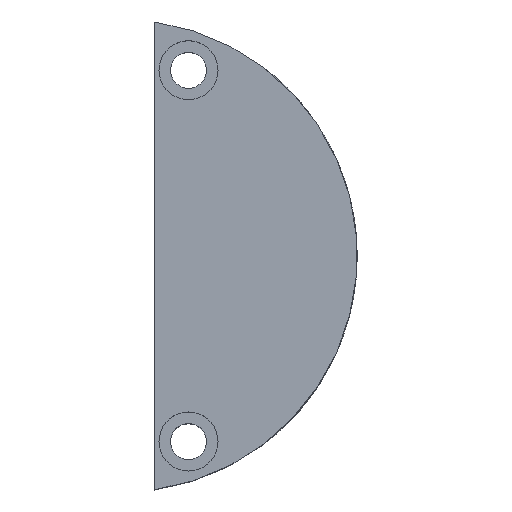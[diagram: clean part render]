
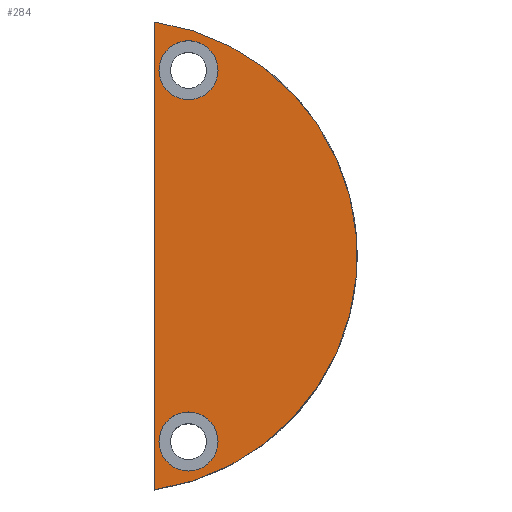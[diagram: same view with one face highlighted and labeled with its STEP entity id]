
A CAD part, top view. The second image highlights one B-rep face of the part: STEP entity #284.
In plain terms, the highlighted planar face has unit normal (0, 0, 1).
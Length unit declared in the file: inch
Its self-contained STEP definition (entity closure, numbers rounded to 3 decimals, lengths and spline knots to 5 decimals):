
#37=FACE_BOUND('',#66,.T.);
#38=FACE_BOUND('',#67,.T.);
#44=FACE_OUTER_BOUND('',#65,.T.);
#65=EDGE_LOOP('',(#214,#215));
#66=EDGE_LOOP('',(#216));
#67=EDGE_LOOP('',(#217));
#90=LINE('',#571,#107);
#107=VECTOR('',#368,3.4641);
#122=CIRCLE('',#318,1.75);
#124=CIRCLE('',#321,0.21875);
#125=CIRCLE('',#322,0.21875);
#140=VERTEX_POINT('',#446);
#141=VERTEX_POINT('',#447);
#148=VERTEX_POINT('',#572);
#149=VERTEX_POINT('',#574);
#166=EDGE_CURVE('',#140,#141,#122,.T.);
#175=EDGE_CURVE('',#140,#141,#90,.T.);
#176=EDGE_CURVE('',#148,#148,#124,.T.);
#177=EDGE_CURVE('',#149,#149,#125,.T.);
#214=ORIENTED_EDGE('',*,*,#175,.F.);
#215=ORIENTED_EDGE('',*,*,#166,.T.);
#216=ORIENTED_EDGE('',*,*,#176,.F.);
#217=ORIENTED_EDGE('',*,*,#177,.F.);
#277=PLANE('',#320);
#284=ADVANCED_FACE('',(#44,#37,#38),#277,.T.);
#318=AXIS2_PLACEMENT_3D('',#448,#360,#361);
#320=AXIS2_PLACEMENT_3D('',#570,#366,#367);
#321=AXIS2_PLACEMENT_3D('',#573,#369,#370);
#322=AXIS2_PLACEMENT_3D('',#575,#371,#372);
#360=DIRECTION('center_axis',(0.,0.,1.));
#361=DIRECTION('ref_axis',(1.,0.,0.));
#366=DIRECTION('center_axis',(0.,0.,1.));
#367=DIRECTION('ref_axis',(1.,0.,0.));
#368=DIRECTION('',(0.,1.,0.));
#369=DIRECTION('center_axis',(0.,0.,1.));
#370=DIRECTION('ref_axis',(1.,0.,0.));
#371=DIRECTION('center_axis',(0.,0.,1.));
#372=DIRECTION('ref_axis',(1.,0.,0.));
#446=CARTESIAN_POINT('',(0.25,-1.73205,1.25));
#447=CARTESIAN_POINT('',(0.25,1.73205,1.25));
#448=CARTESIAN_POINT('Origin',(0.,0.,1.25));
#570=CARTESIAN_POINT('Origin',(0.,0.,1.25));
#571=CARTESIAN_POINT('',(0.25,-1.73205,1.25));
#572=CARTESIAN_POINT('',(0.28125,1.375,1.25));
#573=CARTESIAN_POINT('Origin',(0.5,1.375,1.25));
#574=CARTESIAN_POINT('',(0.28125,-1.375,1.25));
#575=CARTESIAN_POINT('Origin',(0.5,-1.375,1.25));
